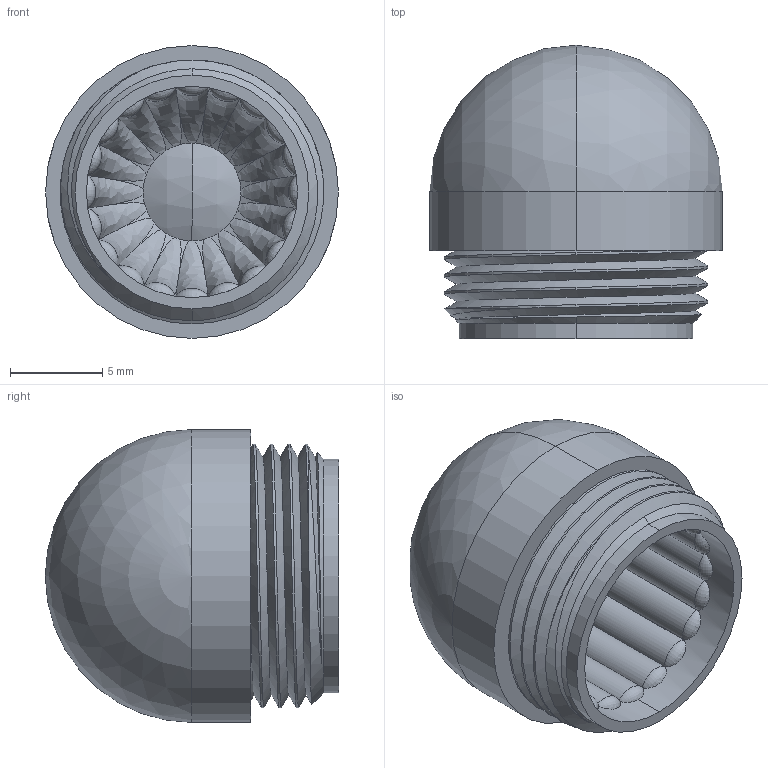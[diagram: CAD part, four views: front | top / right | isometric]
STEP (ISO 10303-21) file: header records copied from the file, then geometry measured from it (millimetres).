
FILE_DESCRIPTION (( 'STEP AP203' ), '1' );
FILE_NAME ('25P-326xx-B14230.STEP', '2018-01-18T18:38:02', ( '' ), ( '' ), 'SwSTEP 2.0', 'SolidWorks 2016', '' );
FILE_SCHEMA (( 'CONFIG_CONTROL_DESIGN' ));
Length unit declared in the file: inch
Products named in the file (1): 25P-326xx-B14230
Bounding box: 15.85 x 15.88 x 15.85 mm (x, y, z)
Volume: 1272.5 mm3; surface area: 1501.4 mm2
Topology: 1 solids, 1 shells, 129 faces, 377 edges, 250 vertices
Faces by surface type: sphere 44, cylinder 39, bspline 22, torus 20, plane 2, cone 2
Entity records: 6408 total; most frequent: CARTESIAN_POINT 3442, ORIENTED_EDGE 746, DIRECTION 438, EDGE_CURVE 373, VERTEX_POINT 248, B_SPLINE_CURVE_WITH_KNOTS 190, AXIS2_PLACEMENT_3D 189, EDGE_LOOP 131
